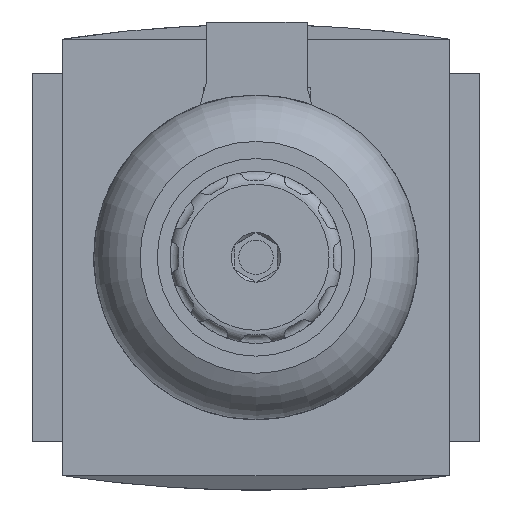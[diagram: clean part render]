
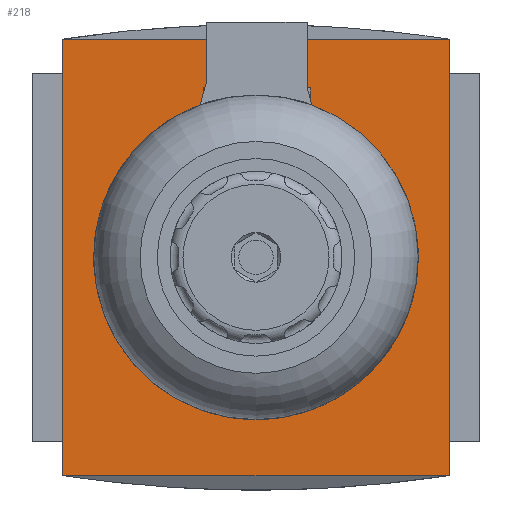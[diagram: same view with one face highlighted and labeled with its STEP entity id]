
A CAD part, front view. The second image highlights one B-rep face of the part: STEP entity #218.
In plain terms, the highlighted planar face has unit normal (0, -1, 0).
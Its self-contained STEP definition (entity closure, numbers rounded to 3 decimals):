
#218 = ADVANCED_FACE( '', ( #667 ), #668, .F. );
#667 = FACE_OUTER_BOUND( '', #1497, .T. );
#668 = PLANE( '', #1498 );
#1497 = EDGE_LOOP( '', ( #2632, #2633, #2634, #2635 ) );
#1498 = AXIS2_PLACEMENT_3D( '', #2636, #2637, #2638 );
#2632 = ORIENTED_EDGE( '', *, *, #5392, .F. );
#2633 = ORIENTED_EDGE( '', *, *, #5561, .T. );
#2634 = ORIENTED_EDGE( '', *, *, #5407, .F. );
#2635 = ORIENTED_EDGE( '', *, *, #5563, .T. );
#2636 = CARTESIAN_POINT( '', ( 0., -31., 122.903 ) );
#2637 = DIRECTION( '', ( 0., 1., 0. ) );
#2638 = DIRECTION( '', ( 0., 0., 1. ) );
#5392 = EDGE_CURVE( '', #6412, #6397, #6413, .T. );
#5407 = EDGE_CURVE( '', #6393, #6441, #6442, .T. );
#5561 = EDGE_CURVE( '', #6412, #6441, #6710, .T. );
#5563 = EDGE_CURVE( '', #6393, #6397, #6712, .T. );
#6393 = VERTEX_POINT( '', #8065 );
#6397 = VERTEX_POINT( '', #8070 );
#6412 = VERTEX_POINT( '', #8088 );
#6413 = LINE( '', #8089, #8090 );
#6441 = VERTEX_POINT( '', #8132 );
#6442 = LINE( '', #8133, #8134 );
#6710 = LINE( '', #8532, #8533 );
#6712 = LINE( '', #8535, #8536 );
#8065 = CARTESIAN_POINT( '', ( 22.5, -31., 25.4 ) );
#8070 = CARTESIAN_POINT( '', ( -22.5, -31., 25.4 ) );
#8088 = CARTESIAN_POINT( '', ( -22.5, -31., -25.4 ) );
#8089 = CARTESIAN_POINT( '', ( -22.5, -31., -25.4 ) );
#8090 = VECTOR( '', #11218, 1000. );
#8132 = CARTESIAN_POINT( '', ( 22.5, -31., -25.4 ) );
#8133 = CARTESIAN_POINT( '', ( 22.5, -31., 25.4 ) );
#8134 = VECTOR( '', #11233, 1000. );
#8532 = CARTESIAN_POINT( '', ( 0., -31., -25.4 ) );
#8533 = VECTOR( '', #11433, 1000. );
#8535 = CARTESIAN_POINT( '', ( 0., -31., 25.4 ) );
#8536 = VECTOR( '', #11437, 1000. );
#11218 = DIRECTION( '', ( 0., 0., 1. ) );
#11233 = DIRECTION( '', ( 0., 0., -1. ) );
#11433 = DIRECTION( '', ( 1., 0., 0. ) );
#11437 = DIRECTION( '', ( -1., 0., 0. ) );
